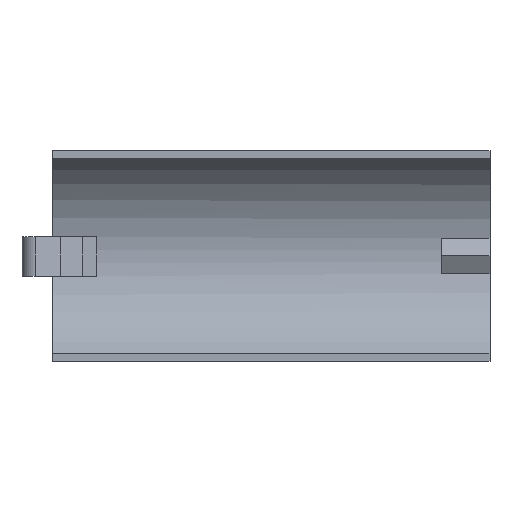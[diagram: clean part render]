
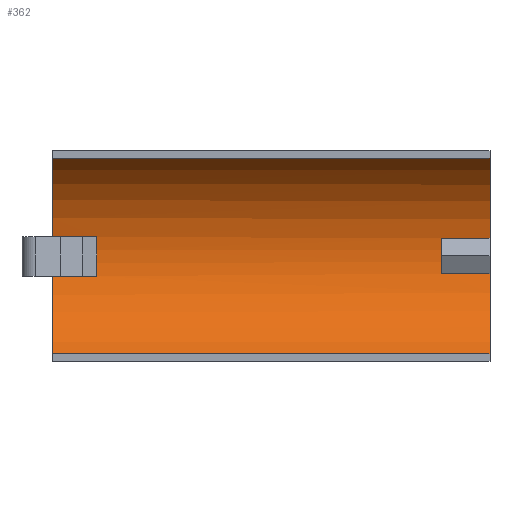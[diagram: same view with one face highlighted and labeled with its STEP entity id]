
A CAD part, left-side view. The second image highlights one B-rep face of the part: STEP entity #362.
In plain terms, the highlighted cylindrical face has radius 26.06 mm (diameter 52.12 mm), a partial arc.
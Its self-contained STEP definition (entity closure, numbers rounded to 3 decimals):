
#17=CYLINDRICAL_SURFACE('',#410,26.06);
#23=CIRCLE('',#401,26.06);
#24=CIRCLE('',#409,26.06);
#25=CIRCLE('',#411,26.06);
#26=CIRCLE('',#412,26.06);
#27=CIRCLE('',#413,26.06);
#28=CIRCLE('',#414,26.06);
#44=FACE_OUTER_BOUND('',#63,.T.);
#63=EDGE_LOOP('',(#295,#296,#297,#298,#299,#300,#301,#302,#303,#304,#305,
#306));
#77=LINE('',#549,#116);
#84=LINE('',#563,#123);
#96=LINE('',#593,#135);
#98=LINE('',#598,#137);
#100=LINE('',#606,#139);
#101=LINE('',#611,#140);
#116=VECTOR('',#440,10.);
#123=VECTOR('',#451,10.);
#135=VECTOR('',#483,10.);
#137=VECTOR('',#487,10.);
#139=VECTOR('',#497,10.);
#140=VECTOR('',#502,10.);
#156=VERTEX_POINT('',#546);
#157=VERTEX_POINT('',#548);
#161=VERTEX_POINT('',#560);
#162=VERTEX_POINT('',#562);
#168=VERTEX_POINT('',#587);
#170=VERTEX_POINT('',#591);
#171=VERTEX_POINT('',#595);
#172=VERTEX_POINT('',#597);
#173=VERTEX_POINT('',#603);
#174=VERTEX_POINT('',#605);
#175=VERTEX_POINT('',#608);
#176=VERTEX_POINT('',#610);
#191=EDGE_CURVE('',#157,#156,#77,.T.);
#198=EDGE_CURVE('',#162,#161,#84,.T.);
#205=EDGE_CURVE('',#161,#157,#23,.T.);
#213=EDGE_CURVE('',#168,#170,#96,.T.);
#215=EDGE_CURVE('',#172,#171,#98,.T.);
#217=EDGE_CURVE('',#170,#172,#24,.T.);
#218=EDGE_CURVE('',#173,#156,#25,.T.);
#219=EDGE_CURVE('',#174,#173,#100,.T.);
#220=EDGE_CURVE('',#174,#168,#26,.T.);
#221=EDGE_CURVE('',#171,#175,#27,.T.);
#222=EDGE_CURVE('',#175,#176,#101,.T.);
#223=EDGE_CURVE('',#162,#176,#28,.T.);
#295=ORIENTED_EDGE('',*,*,#191,.T.);
#296=ORIENTED_EDGE('',*,*,#218,.F.);
#297=ORIENTED_EDGE('',*,*,#219,.F.);
#298=ORIENTED_EDGE('',*,*,#220,.T.);
#299=ORIENTED_EDGE('',*,*,#213,.T.);
#300=ORIENTED_EDGE('',*,*,#217,.T.);
#301=ORIENTED_EDGE('',*,*,#215,.T.);
#302=ORIENTED_EDGE('',*,*,#221,.T.);
#303=ORIENTED_EDGE('',*,*,#222,.T.);
#304=ORIENTED_EDGE('',*,*,#223,.F.);
#305=ORIENTED_EDGE('',*,*,#198,.T.);
#306=ORIENTED_EDGE('',*,*,#205,.T.);
#362=ADVANCED_FACE('',(#44),#17,.F.);
#401=AXIS2_PLACEMENT_3D('',#576,#464,#465);
#409=AXIS2_PLACEMENT_3D('',#601,#491,#492);
#410=AXIS2_PLACEMENT_3D('',#602,#493,#494);
#411=AXIS2_PLACEMENT_3D('',#604,#495,#496);
#412=AXIS2_PLACEMENT_3D('',#607,#498,#499);
#413=AXIS2_PLACEMENT_3D('',#609,#500,#501);
#414=AXIS2_PLACEMENT_3D('',#612,#503,#504);
#440=DIRECTION('',(0.,1.,0.));
#451=DIRECTION('',(0.,-1.,0.));
#464=DIRECTION('center_axis',(0.,1.,0.));
#465=DIRECTION('ref_axis',(-0.524,0.,-0.852));
#483=DIRECTION('',(0.,1.,0.));
#487=DIRECTION('',(0.,-1.,0.));
#491=DIRECTION('center_axis',(0.,-1.,0.));
#492=DIRECTION('ref_axis',(-0.524,0.,-0.852));
#493=DIRECTION('center_axis',(0.,1.,0.));
#494=DIRECTION('ref_axis',(-0.524,0.,-0.852));
#495=DIRECTION('center_axis',(0.,-1.,0.));
#496=DIRECTION('ref_axis',(-0.524,0.,-0.852));
#497=DIRECTION('',(0.,1.,0.));
#498=DIRECTION('center_axis',(0.,-1.,0.));
#499=DIRECTION('ref_axis',(-0.524,0.,-0.852));
#500=DIRECTION('center_axis',(0.,-1.,0.));
#501=DIRECTION('ref_axis',(-0.524,0.,-0.852));
#502=DIRECTION('',(0.,1.,0.));
#503=DIRECTION('center_axis',(0.,-1.,0.));
#504=DIRECTION('ref_axis',(-0.524,0.,-0.852));
#546=CARTESIAN_POINT('',(11.999,99.5,-4.62));
#548=CARTESIAN_POINT('',(11.999,89.5,-4.62));
#549=CARTESIAN_POINT('',(11.999,0.,-4.62));
#560=CARTESIAN_POINT('',(12.041,89.5,4.38));
#562=CARTESIAN_POINT('',(12.041,99.5,4.38));
#563=CARTESIAN_POINT('',(12.041,0.,4.38));
#576=CARTESIAN_POINT('Origin',(-13.648,89.5,0.));
#587=CARTESIAN_POINT('',(12.103,0.,-4.));
#591=CARTESIAN_POINT('',(12.103,11.,-4.));
#593=CARTESIAN_POINT('',(12.103,0.,-4.));
#595=CARTESIAN_POINT('',(12.103,0.,4.));
#597=CARTESIAN_POINT('',(12.103,11.,4.));
#598=CARTESIAN_POINT('',(12.103,0.,4.));
#601=CARTESIAN_POINT('Origin',(-13.648,11.,0.));
#602=CARTESIAN_POINT('Origin',(-13.648,0.,0.));
#603=CARTESIAN_POINT('',(0.,99.5,-22.2));
#604=CARTESIAN_POINT('Origin',(-13.648,99.5,0.));
#605=CARTESIAN_POINT('',(0.,0.,-22.2));
#606=CARTESIAN_POINT('',(0.,0.,-22.2));
#607=CARTESIAN_POINT('Origin',(-13.648,0.,0.));
#608=CARTESIAN_POINT('',(0.,0.,22.2));
#609=CARTESIAN_POINT('Origin',(-13.648,0.,0.));
#610=CARTESIAN_POINT('',(0.,99.5,22.2));
#611=CARTESIAN_POINT('',(0.,0.,22.2));
#612=CARTESIAN_POINT('Origin',(-13.648,99.5,0.));
